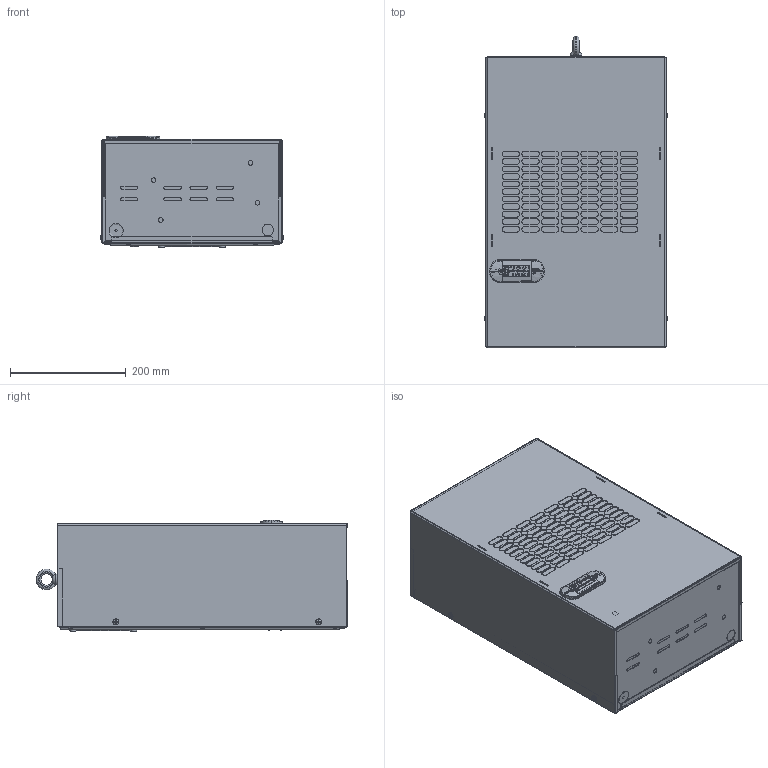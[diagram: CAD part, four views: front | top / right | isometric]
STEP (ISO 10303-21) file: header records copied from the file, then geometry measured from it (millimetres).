
FILE_DESCRIPTION (( 'STEP AP203' ), '1' );
FILE_NAME ('WALL-230V-300W-(310mm).STEP', '2014-05-09T17:39:43', ( '' ), ( '' ), 'SwSTEP 2.0', 'SolidWorks 2013', '' );
FILE_SCHEMA (( 'CONFIG_CONTROL_DESIGN' ));
Products named in the file (1): WALL-230V-300W-(310mm)
Bounding box: 316.21 x 538 x 193.03 mm (x, y, z)
Surface area: 1624704.3 mm2 (no closed solid volume)
Topology: 0 solids, 116 shells, 6367 faces, 16995 edges, 11141 vertices
Faces by surface type: plane 4343, cylinder 1223, bspline 461, cone 223, torus 106, sphere 11
Full cylindrical faces by diameter (mm): 0.2 x1, 0.24 x1, 0.308 x1, 0.434 x3, 0.5 x12, 0.609 x3, 0.8 x2, 1.22 x1, 1.4 x14, 1.5 x2, 1.74 x1, 2 x9, 2.8 x6, 2.98 x1, 3.2 x4, 3.5 x1, 3.783 x6, 4 x23, 4.1 x6, 4.2 x4, 4.3 x4, 4.5 x4, 4.786 x4, 5 x24, 5.2 x1, 5.8 x4, 6 x5, 6.1 x1, 7 x9, 8 x8
Entity records: 221427 total; most frequent: CARTESIAN_POINT 67586, ORIENTED_EDGE 32894, DIRECTION 28953, EDGE_CURVE 16459, VECTOR 11469, LINE 11469, VERTEX_POINT 10997, AXIS2_PLACEMENT_3D 8742
